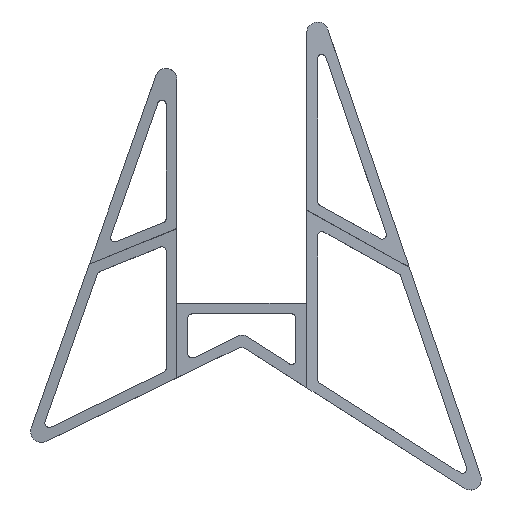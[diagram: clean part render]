
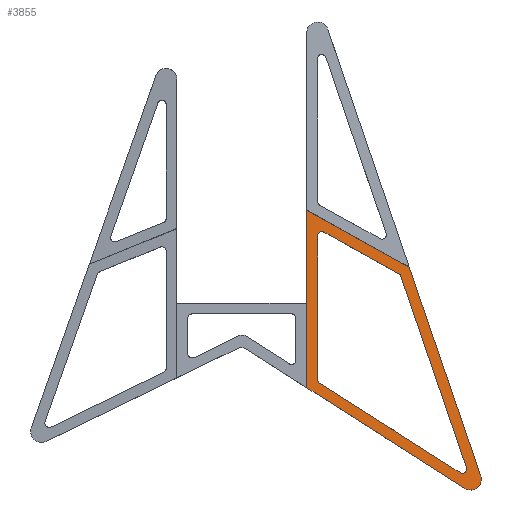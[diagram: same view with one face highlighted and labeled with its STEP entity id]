
A CAD part, top view. The second image highlights one B-rep face of the part: STEP entity #3855.
In plain terms, the highlighted planar face has unit normal (0.12, 0, 0.993).
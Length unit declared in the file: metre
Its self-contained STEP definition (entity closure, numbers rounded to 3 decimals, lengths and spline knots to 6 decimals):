
#47=PLANE('',#4229);
#162=ELLIPSE('',#4230,0.000504,0.0005);
#163=ELLIPSE('',#4231,0.000504,0.0005);
#164=ELLIPSE('',#4232,0.010072,0.01);
#165=ELLIPSE('',#4233,0.000504,0.0005);
#166=ELLIPSE('',#4234,0.004029,0.004);
#167=ELLIPSE('',#4235,0.004029,0.004);
#168=ELLIPSE('',#4236,0.004029,0.004);
#169=ELLIPSE('',#4237,0.004029,0.004);
#306=LINE('',#6333,#557);
#307=LINE('',#6338,#558);
#308=LINE('',#6342,#559);
#309=LINE('',#6346,#560);
#310=LINE('',#6349,#561);
#311=LINE('',#6354,#562);
#312=LINE('',#6358,#563);
#313=LINE('',#6362,#564);
#557=VECTOR('',#4967,1.);
#558=VECTOR('',#4970,1.);
#559=VECTOR('',#4973,1.);
#560=VECTOR('',#4976,1.);
#561=VECTOR('',#4979,1.);
#562=VECTOR('',#4982,1.);
#563=VECTOR('',#4985,1.);
#564=VECTOR('',#4988,1.);
#1031=ORIENTED_EDGE('',*,*,#2083,.F.);
#1032=ORIENTED_EDGE('',*,*,#2084,.T.);
#1033=ORIENTED_EDGE('',*,*,#2085,.F.);
#1034=ORIENTED_EDGE('',*,*,#2086,.T.);
#1035=ORIENTED_EDGE('',*,*,#2087,.T.);
#1036=ORIENTED_EDGE('',*,*,#2088,.T.);
#1037=ORIENTED_EDGE('',*,*,#2089,.T.);
#1038=ORIENTED_EDGE('',*,*,#2090,.T.);
#1039=ORIENTED_EDGE('',*,*,#2091,.F.);
#1040=ORIENTED_EDGE('',*,*,#2092,.T.);
#1041=ORIENTED_EDGE('',*,*,#2093,.T.);
#1042=ORIENTED_EDGE('',*,*,#2094,.T.);
#1043=ORIENTED_EDGE('',*,*,#2095,.T.);
#1044=ORIENTED_EDGE('',*,*,#2096,.T.);
#1045=ORIENTED_EDGE('',*,*,#2097,.F.);
#1046=ORIENTED_EDGE('',*,*,#2098,.T.);
#2083=EDGE_CURVE('',#2629,#2630,#306,.T.);
#2084=EDGE_CURVE('',#2629,#2631,#162,.T.);
#2085=EDGE_CURVE('',#2632,#2631,#307,.T.);
#2086=EDGE_CURVE('',#2632,#2633,#163,.T.);
#2087=EDGE_CURVE('',#2633,#2634,#308,.T.);
#2088=EDGE_CURVE('',#2634,#2635,#164,.T.);
#2089=EDGE_CURVE('',#2635,#2636,#309,.T.);
#2090=EDGE_CURVE('',#2636,#2630,#165,.T.);
#2091=EDGE_CURVE('',#2637,#2638,#310,.T.);
#2092=EDGE_CURVE('',#2637,#2639,#166,.F.);
#2093=EDGE_CURVE('',#2639,#2640,#311,.T.);
#2094=EDGE_CURVE('',#2640,#2641,#167,.F.);
#2095=EDGE_CURVE('',#2641,#2642,#312,.T.);
#2096=EDGE_CURVE('',#2642,#2643,#168,.F.);
#2097=EDGE_CURVE('',#2644,#2643,#313,.T.);
#2098=EDGE_CURVE('',#2644,#2638,#169,.F.);
#2629=VERTEX_POINT('',#6334);
#2630=VERTEX_POINT('',#6335);
#2631=VERTEX_POINT('',#6337);
#2632=VERTEX_POINT('',#6339);
#2633=VERTEX_POINT('',#6341);
#2634=VERTEX_POINT('',#6343);
#2635=VERTEX_POINT('',#6345);
#2636=VERTEX_POINT('',#6347);
#2637=VERTEX_POINT('',#6350);
#2638=VERTEX_POINT('',#6351);
#2639=VERTEX_POINT('',#6353);
#2640=VERTEX_POINT('',#6355);
#2641=VERTEX_POINT('',#6357);
#2642=VERTEX_POINT('',#6359);
#2643=VERTEX_POINT('',#6361);
#2644=VERTEX_POINT('',#6363);
#3156=EDGE_LOOP('',(#1031,#1032,#1033,#1034,#1035,#1036,#1037,#1038));
#3157=EDGE_LOOP('',(#1039,#1040,#1041,#1042,#1043,#1044,#1045,#1046));
#3438=FACE_BOUND('',#3156,.T.);
#3439=FACE_BOUND('',#3157,.T.);
#3855=ADVANCED_FACE('',(#3438,#3439),#47,.T.);
#4229=AXIS2_PLACEMENT_3D('',#6332,#4965,#4966);
#4230=AXIS2_PLACEMENT_3D('',#6336,#4968,#4969);
#4231=AXIS2_PLACEMENT_3D('',#6340,#4971,#4972);
#4232=AXIS2_PLACEMENT_3D('',#6344,#4974,#4975);
#4233=AXIS2_PLACEMENT_3D('',#6348,#4977,#4978);
#4234=AXIS2_PLACEMENT_3D('',#6352,#4980,#4981);
#4235=AXIS2_PLACEMENT_3D('',#6356,#4983,#4984);
#4236=AXIS2_PLACEMENT_3D('',#6360,#4986,#4987);
#4237=AXIS2_PLACEMENT_3D('',#6364,#4989,#4990);
#4965=DIRECTION('',(0.12,0.,0.993));
#4966=DIRECTION('',(0.993,0.,-0.12));
#4967=DIRECTION('',(0.87,-0.482,-0.105));
#4968=DIRECTION('',(0.12,0.,0.993));
#4969=DIRECTION('',(0.993,0.,-0.12));
#4970=DIRECTION('',(0.,1.,0.));
#4971=DIRECTION('',(0.12,0.,0.993));
#4972=DIRECTION('',(0.993,0.,-0.12));
#4973=DIRECTION('',(0.839,-0.535,-0.101));
#4974=DIRECTION('',(0.12,0.,0.993));
#4975=DIRECTION('',(-0.993,0.,0.12));
#4976=DIRECTION('',(-0.324,0.945,0.039));
#4977=DIRECTION('',(0.12,0.,0.993));
#4978=DIRECTION('',(-0.993,0.,0.12));
#4979=DIRECTION('',(-0.87,0.482,0.105));
#4980=DIRECTION('',(0.12,0.,0.993));
#4981=DIRECTION('',(0.993,0.,-0.12));
#4982=DIRECTION('',(0.324,-0.945,-0.039));
#4983=DIRECTION('',(0.12,0.,0.993));
#4984=DIRECTION('',(-0.993,0.,0.12));
#4985=DIRECTION('',(-0.839,0.535,0.101));
#4986=DIRECTION('',(0.12,0.,0.993));
#4987=DIRECTION('',(-0.993,0.,0.12));
#4988=DIRECTION('',(0.,-1.,0.));
#4989=DIRECTION('',(0.12,0.,0.993));
#4990=DIRECTION('',(-0.993,0.,0.12));
#6332=CARTESIAN_POINT('',(0.06,0.,0.));
#6333=CARTESIAN_POINT('',(0.043587,-0.030013,0.001979));
#6334=CARTESIAN_POINT('',(0.060743,-0.039531,-0.00009));
#6335=CARTESIAN_POINT('',(0.154632,-0.091621,-0.011411));
#6336=CARTESIAN_POINT('',(0.0605,-0.039968,-0.00006));
#6337=CARTESIAN_POINT('',(0.06,-0.039968,0.));
#6338=CARTESIAN_POINT('',(0.06,0.,0.));
#6339=CARTESIAN_POINT('',(0.06,-0.202964,0.));
#6340=CARTESIAN_POINT('',(0.0605,-0.202964,-0.00006));
#6341=CARTESIAN_POINT('',(0.060231,-0.203386,-0.000028));
#6342=CARTESIAN_POINT('',(-0.03117,-0.145135,0.010993));
#6343=CARTESIAN_POINT('',(0.206048,-0.296315,-0.01761));
#6344=CARTESIAN_POINT('',(0.211422,-0.287882,-0.018258));
#6345=CARTESIAN_POINT('',(0.220883,-0.284642,-0.019399));
#6346=CARTESIAN_POINT('',(0.116644,0.019684,-0.00683));
#6347=CARTESIAN_POINT('',(0.154863,-0.091896,-0.011438));
#6348=CARTESIAN_POINT('',(0.15439,-0.092058,-0.011381));
#6349=CARTESIAN_POINT('',(0.120747,-0.084257,-0.007325));
#6350=CARTESIAN_POINT('',(0.145241,-0.097847,-0.010278));
#6351=CARTESIAN_POINT('',(0.075941,-0.059399,-0.001922));
#6352=CARTESIAN_POINT('',(0.1433,-0.101345,-0.010044));
#6353=CARTESIAN_POINT('',(0.147085,-0.100048,-0.010501));
#6354=CARTESIAN_POINT('',(0.145842,-0.09642,-0.010351));
#6355=CARTESIAN_POINT('',(0.207719,-0.277071,-0.017812));
#6356=CARTESIAN_POINT('',(0.203935,-0.278367,-0.017356));
#6357=CARTESIAN_POINT('',(0.201785,-0.28174,-0.017096));
#6358=CARTESIAN_POINT('',(0.153763,-0.251135,-0.011306));
#6359=CARTESIAN_POINT('',(0.07185,-0.198932,-0.001429));
#6360=CARTESIAN_POINT('',(0.074,-0.195559,-0.001688));
#6361=CARTESIAN_POINT('',(0.07,-0.195559,-0.001206));
#6362=CARTESIAN_POINT('',(0.07,0.,-0.001206));
#6363=CARTESIAN_POINT('',(0.07,-0.062897,-0.001206));
#6364=CARTESIAN_POINT('',(0.074,-0.062897,-0.001688));
